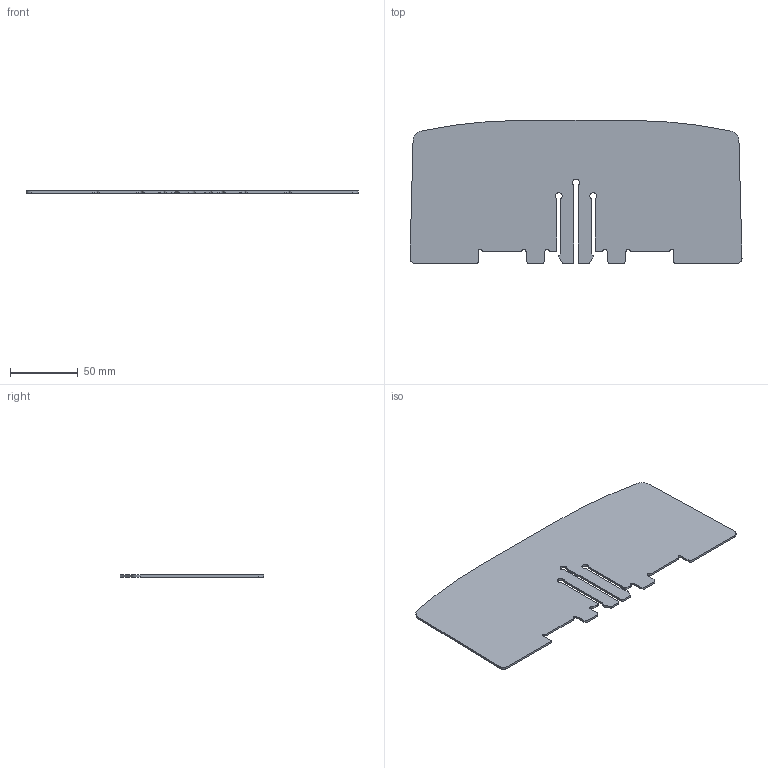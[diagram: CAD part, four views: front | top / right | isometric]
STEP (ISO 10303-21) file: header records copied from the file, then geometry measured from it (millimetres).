
FILE_DESCRIPTION((''),'2;1');
FILE_NAME('ASM0002_ASM','2023-06-21T12:44:05',('klemen.sitar'),('Audax d.o.o.'),'CREO PARAMETRIC BY PTC INC, 2021304','CREO PARAMETRIC BY PTC INC, 2021304','');
FILE_SCHEMA(('AP242_MANAGED_MODEL_BASED_3D_ENGINEERING_MIM_LF { 1 0 10303 442 1 1 4 }'));
Length unit declared in the file: millimetre
Products named in the file (2): PR_PK1; ASM0002_ASM
Assembly tree (1 placements, depth 2):
  ASM0002_ASM
    PR_PK1
Bounding box: 245.78 x 106 x 1.5 mm (x, y, z)
Volume: 35907.5 mm3; surface area: 49450.4 mm2
Topology: 1 solids, 1 shells, 76 faces, 234 edges, 160 vertices
Faces by surface type: cylinder 41, plane 35
Entity records: 4479 total; most frequent: DIRECTION 496, CARTESIAN_POINT 483, ORIENTED_EDGE 468, PRESENTATION_STYLE_ASSIGNMENT 313, STYLED_ITEM 313, CURVE_STYLE 234, EDGE_CURVE 234, COLOUR_RGB 179
